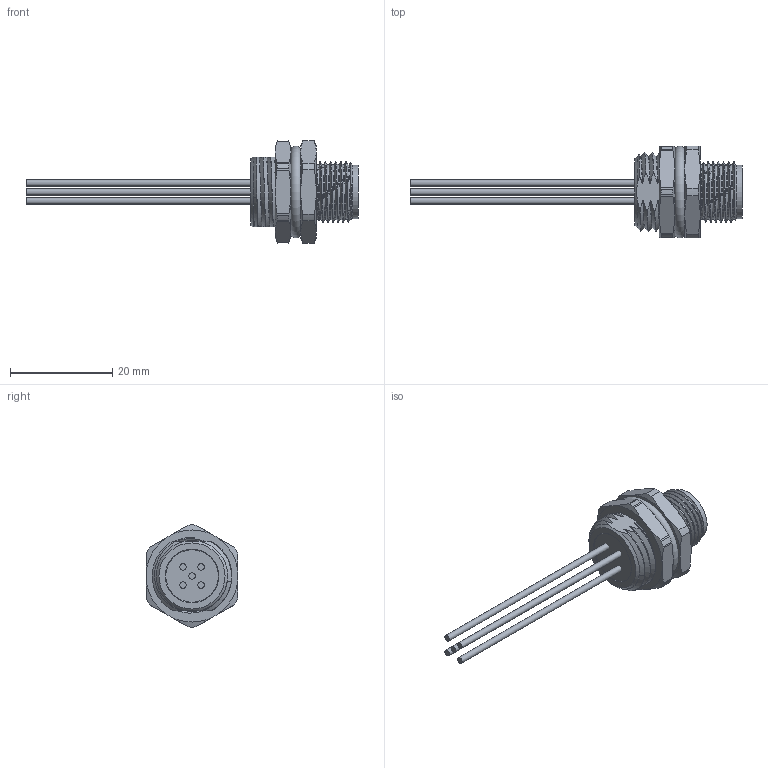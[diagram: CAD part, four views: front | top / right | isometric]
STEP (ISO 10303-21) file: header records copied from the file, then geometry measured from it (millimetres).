
FILE_DESCRIPTION(/* description */ ('Unknown'),/* implementation_level */ '2;1');
FILE_NAME(/* name */ '643352100405',/* time_stamp */ '2024-12-06T11:45:07+01:00',/* author */ ('Unknown'),/* organization */ ('Unknown'),/* preprocessor_version */ 'ST-DEVELOPER v19.4',/* originating_system */ 'Solid Edge',/* authorisation */ 'Unknown');
FILE_SCHEMA (('AUTOMOTIVE_DESIGN {1 0 10303 214 3 1 1}'));
Length unit declared in the file: millimetre
Products named in the file (13): 6433521004xx_With Cable; 6433521004xx; 643352100405; 6433521004xx_Housing; 6433521004xx_Pin; 6433521004xx_Resin; 6433521004xx_Seal_outer; 6433521004xx_Nut; Wire 22AWG Brown; Wire 22AWG White; Wire 22AWG Blue; Wire 22AWG Black; Wire 22AWG Grey
Assembly tree (16 placements, depth 3):
  6433521004xx_With Cable
    6433521004xx
      643352100405
      6433521004xx_Housing
      6433521004xx_Pin  x5
      6433521004xx_Resin
      6433521004xx_Seal_outer
      6433521004xx_Nut
    Wire 22AWG Brown
    Wire 22AWG White
    Wire 22AWG Blue
    Wire 22AWG Black
    Wire 22AWG Grey
Bounding box: 65.05 x 18.01 x 20 mm (x, y, z)
Volume: 3524.1 mm3; surface area: 6064 mm2
Topology: 15 solids, 15 shells, 442 faces, 1035 edges, 656 vertices
Faces by surface type: cylinder 154, plane 143, cone 95, bspline 26, torus 24
Full cylindrical faces by diameter (mm): 0.77 x5, 1 x10, 1.1 x5, 1.245 x5, 1.3 x5, 1.4 x19, 1.5 x10, 1.6 x5, 1.7 x9, 8.3 x1, 9.16 x1, 9.2 x1, 9.44 x1, 9.5 x16, 10.45 x1, 10.76 x7
Entity records: 30941 total; most frequent: CARTESIAN_POINT 23508, DIRECTION 1402, ORIENTED_EDGE 1328, EDGE_CURVE 664, AXIS2_PLACEMENT_3D 598, FACE_BOUND 495, EDGE_LOOP 493, VERTEX_POINT 489
